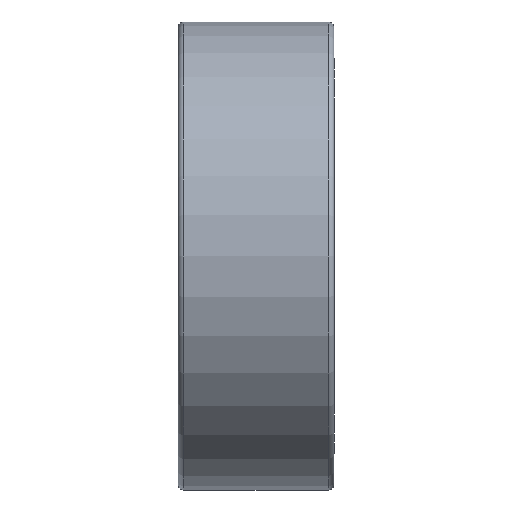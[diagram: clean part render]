
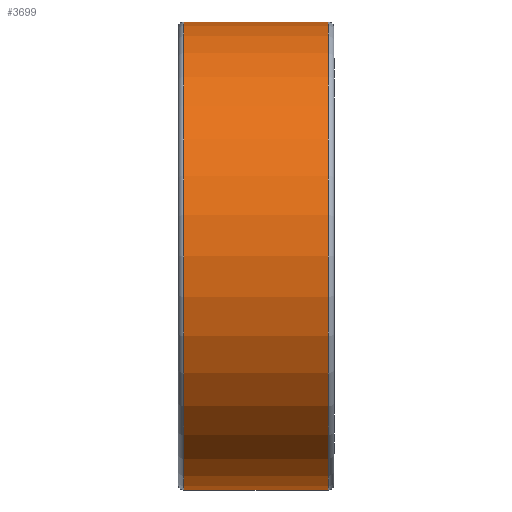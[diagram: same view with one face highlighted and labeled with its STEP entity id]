
A CAD part, front view. The second image highlights one B-rep face of the part: STEP entity #3699.
In plain terms, the highlighted cylindrical face has radius 12 mm (diameter 24 mm), a full revolution.
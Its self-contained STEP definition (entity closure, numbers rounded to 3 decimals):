
#37 = CIRCLE ( 'NONE', #1334, 12. ) ;
#53 = ORIENTED_EDGE ( 'NONE', *, *, #3149, .F. ) ;
#380 = DIRECTION ( 'NONE',  ( 1., 0., 0. ) ) ;
#436 = FACE_OUTER_BOUND ( 'NONE', #4198, .T. ) ;
#465 = CARTESIAN_POINT ( 'NONE',  ( -20.637, 0., 0. ) ) ;
#497 = VERTEX_POINT ( 'NONE', #1635 ) ;
#610 = CARTESIAN_POINT ( 'NONE',  ( 3.7, 0., -12. ) ) ;
#773 = EDGE_CURVE ( 'NONE', #497, #497, #37, .T. ) ;
#876 = DIRECTION ( 'NONE',  ( 1., 0., 0. ) ) ;
#939 = VERTEX_POINT ( 'NONE', #610 ) ;
#984 = CIRCLE ( 'NONE', #3730, 12. ) ;
#1208 = ORIENTED_EDGE ( 'NONE', *, *, #773, .T. ) ;
#1334 = AXIS2_PLACEMENT_3D ( 'NONE', #1697, #380, #3322 ) ;
#1635 = CARTESIAN_POINT ( 'NONE',  ( -3.7, 0., -12. ) ) ;
#1697 = CARTESIAN_POINT ( 'NONE',  ( -3.7, 0., 0. ) ) ;
#1704 = FACE_OUTER_BOUND ( 'NONE', #2841, .T. ) ;
#2841 = EDGE_LOOP ( 'NONE', ( #1208 ) ) ;
#2892 = CYLINDRICAL_SURFACE ( 'NONE', #4094, 12. ) ;
#3149 = EDGE_CURVE ( 'NONE', #939, #939, #984, .T. ) ;
#3322 = DIRECTION ( 'NONE',  ( 0., 0., -1. ) ) ;
#3699 = ADVANCED_FACE ( 'NONE', ( #1704, #436 ), #2892, .T. ) ;
#3730 = AXIS2_PLACEMENT_3D ( 'NONE', #5119, #3941, #5087 ) ;
#3941 = DIRECTION ( 'NONE',  ( 1., 0., 0. ) ) ;
#4094 = AXIS2_PLACEMENT_3D ( 'NONE', #465, #876, #4527 ) ;
#4198 = EDGE_LOOP ( 'NONE', ( #53 ) ) ;
#4527 = DIRECTION ( 'NONE',  ( 0., 0., -1. ) ) ;
#5087 = DIRECTION ( 'NONE',  ( 0., 0., -1. ) ) ;
#5119 = CARTESIAN_POINT ( 'NONE',  ( 3.7, 0., 0. ) ) ;
